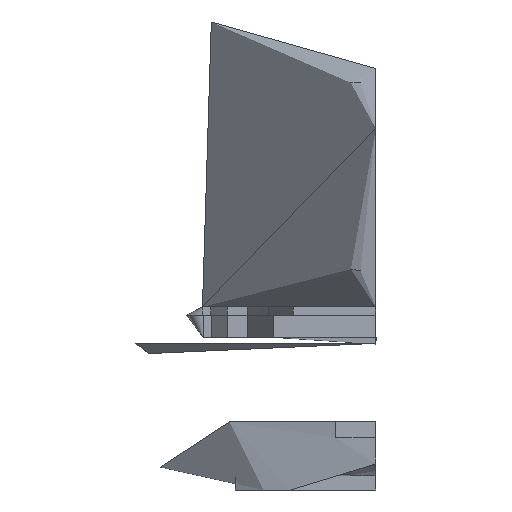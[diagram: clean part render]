
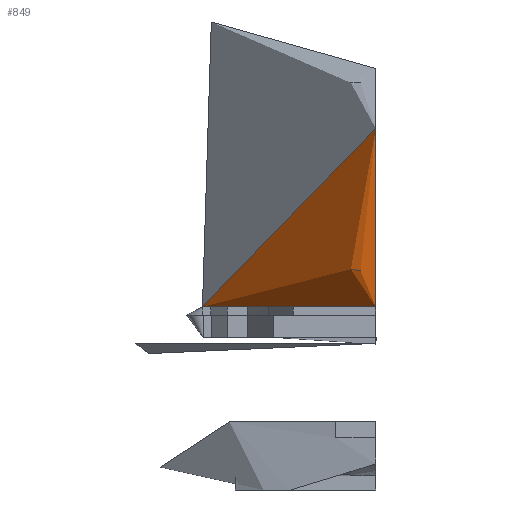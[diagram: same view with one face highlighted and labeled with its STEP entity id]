
A CAD part, left-side view. The second image highlights one B-rep face of the part: STEP entity #849.
In plain terms, the highlighted free-form (B-spline) face has degree [1, 2] with [2, 5] control points.
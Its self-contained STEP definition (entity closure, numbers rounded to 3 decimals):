
#835=FACE_BOUND('',#1104,.T.);
#849=ADVANCED_FACE('',(#975,#835),#2933,.T.);
#975=FACE_OUTER_BOUND('',#1103,.T.);
#1103=EDGE_LOOP('',(#1261,#1262,#1263));
#1104=EDGE_LOOP('',(#1264,#1265));
#1261=ORIENTED_EDGE('',*,*,#1925,.T.);
#1262=ORIENTED_EDGE('',*,*,#1928,.T.);
#1263=ORIENTED_EDGE('',*,*,#1920,.T.);
#1264=ORIENTED_EDGE('',*,*,#1921,.T.);
#1265=ORIENTED_EDGE('',*,*,#1932,.T.);
#1920=EDGE_CURVE('',#2650,#2653,#2268,.T.);
#1921=EDGE_CURVE('',#2651,#2657,#2439,.T.);
#1925=EDGE_CURVE('',#2653,#2654,#2442,.T.);
#1928=EDGE_CURVE('',#2654,#2650,#2445,.T.);
#1932=EDGE_CURVE('',#2657,#2651,#2449,.T.);
#2268=(
BOUNDED_CURVE()
B_SPLINE_CURVE(2,(#3652,#3653,#3654),.UNSPECIFIED.,.F.,.F.)
B_SPLINE_CURVE_WITH_KNOTS((3,3),(-210.487,-132.414),
 .UNSPECIFIED.)
CURVE()
GEOMETRIC_REPRESENTATION_ITEM()
RATIONAL_B_SPLINE_CURVE((1.,0.831,1.))
REPRESENTATION_ITEM('')
);
#2439=B_SPLINE_CURVE_WITH_KNOTS('',3,(#3655,#3656,#3657,#3658,#3659,#3660,
#3661,#3662,#3663,#3664,#3665,#3666,#3667,#3668,#3669,#3670,#3671),
 .UNSPECIFIED.,.F.,.F.,(4,2,2,3,2,2,2,4),(0.,0.483,0.967,
1.943,2.443,2.942,3.442,3.943),
 .UNSPECIFIED.);
#2442=B_SPLINE_CURVE_WITH_KNOTS('',3,(#3685,#3686,#3687,#3688,#3689,#3690,
#3691,#3692,#3693),.UNSPECIFIED.,.F.,.F.,(4,2,3,4),(0.,16.264,
32.507,55.706),.UNSPECIFIED.);
#2445=B_SPLINE_CURVE_WITH_KNOTS('',3,(#3706,#3707,#3708,#3709,#3710,#3711),
 .UNSPECIFIED.,.F.,.F.,(4,2,4),(0.478,22.981,45.968),
 .UNSPECIFIED.);
#2449=B_SPLINE_CURVE_WITH_KNOTS('',3,(#3740,#3741,#3742,#3743,#3744,#3745,
#3746,#3747,#3748,#3749,#3750,#3751,#3752,#3753,#3754,#3755,#3756),
 .UNSPECIFIED.,.F.,.F.,(4,2,2,3,2,2,2,4),(3.943,4.428,
4.913,5.891,6.39,6.889,7.389,
7.89),.UNSPECIFIED.);
#2650=VERTEX_POINT('',#3617);
#2651=VERTEX_POINT('',#3618);
#2653=VERTEX_POINT('',#3620);
#2654=VERTEX_POINT('',#3621);
#2657=VERTEX_POINT('',#3624);
#2933=(
BOUNDED_SURFACE()
B_SPLINE_SURFACE(1,2,((#3539,#3540,#3541,#3542,#3543),(#3544,#3545,#3546,
#3547,#3548)),.UNSPECIFIED.,.F.,.F.,.F.)
B_SPLINE_SURFACE_WITH_KNOTS((2,2),(3,2,3),(0.,134.041),(0.,105.243,
210.487),.UNSPECIFIED.)
GEOMETRIC_REPRESENTATION_ITEM()
RATIONAL_B_SPLINE_SURFACE(((1.,0.707,1.,0.707,1.),
(1.,0.707,1.,0.707,1.)))
REPRESENTATION_ITEM('')
SURFACE()
);
#3539=CARTESIAN_POINT('',(67.,0.,0.));
#3540=CARTESIAN_POINT('',(67.,46.67,-48.072));
#3541=CARTESIAN_POINT('',(0.,46.67,-48.072));
#3542=CARTESIAN_POINT('',(-67.,46.67,-48.072));
#3543=CARTESIAN_POINT('',(-67.,0.,0.));
#3544=CARTESIAN_POINT('',(67.,-96.174,-93.368));
#3545=CARTESIAN_POINT('',(67.,-49.504,-141.44));
#3546=CARTESIAN_POINT('',(0.,-49.504,-141.44));
#3547=CARTESIAN_POINT('',(-67.,-49.504,-141.44));
#3548=CARTESIAN_POINT('',(-67.,-96.174,-93.368));
#3617=CARTESIAN_POINT('',(-67.,0.,0.));
#3618=CARTESIAN_POINT('',(-60.175,6.2,-35.042));
#3620=CARTESIAN_POINT('',(-25.547,43.144,-44.44));
#3621=CARTESIAN_POINT('',(-58.926,0.,-44.44));
#3624=CARTESIAN_POINT('',(-60.838,3.8,-35.428));
#3652=CARTESIAN_POINT('',(-67.,0.,0.));
#3653=CARTESIAN_POINT('',(-67.,31.234,-32.173));
#3654=CARTESIAN_POINT('',(-25.547,43.144,-44.44));
#3655=CARTESIAN_POINT('',(-60.175,6.2,-35.042));
#3656=CARTESIAN_POINT('',(-60.228,6.2,-34.891));
#3657=CARTESIAN_POINT('',(-60.29,6.169,-34.744));
#3658=CARTESIAN_POINT('',(-60.423,6.046,-34.48));
#3659=CARTESIAN_POINT('',(-60.492,5.955,-34.366));
#3660=CARTESIAN_POINT('',(-60.697,5.611,-34.094));
#3661=CARTESIAN_POINT('',(-60.818,5.307,-34.027));
#3662=CARTESIAN_POINT('',(-60.9,5.,-34.075));
#3663=CARTESIAN_POINT('',(-60.943,4.842,-34.1));
#3664=CARTESIAN_POINT('',(-60.974,4.686,-34.155));
#3665=CARTESIAN_POINT('',(-61.013,4.398,-34.315));
#3666=CARTESIAN_POINT('',(-61.02,4.268,-34.419));
#3667=CARTESIAN_POINT('',(-61.01,4.046,-34.666));
#3668=CARTESIAN_POINT('',(-60.992,3.957,-34.807));
#3669=CARTESIAN_POINT('',(-60.932,3.833,-35.11));
#3670=CARTESIAN_POINT('',(-60.891,3.8,-35.27));
#3671=CARTESIAN_POINT('',(-60.838,3.8,-35.428));
#3685=CARTESIAN_POINT('',(-25.547,43.144,-44.44));
#3686=CARTESIAN_POINT('',(-30.206,40.385,-44.44));
#3687=CARTESIAN_POINT('',(-34.461,36.983,-44.44));
#3688=CARTESIAN_POINT('',(-42.105,29.342,-44.44));
#3689=CARTESIAN_POINT('',(-45.505,25.095,-44.44));
#3690=CARTESIAN_POINT('',(-48.491,20.599,-44.44));
#3691=CARTESIAN_POINT('',(-52.748,14.19,-44.44));
#3692=CARTESIAN_POINT('',(-56.209,7.209,-44.44));
#3693=CARTESIAN_POINT('',(-58.926,0.,-44.44));
#3706=CARTESIAN_POINT('',(-58.926,0.,-44.44));
#3707=CARTESIAN_POINT('',(-61.635,0.,-37.464));
#3708=CARTESIAN_POINT('',(-63.636,0.,-30.186));
#3709=CARTESIAN_POINT('',(-66.327,0.,-15.308));
#3710=CARTESIAN_POINT('',(-67.,0.,-7.639));
#3711=CARTESIAN_POINT('',(-67.,0.,0.));
#3740=CARTESIAN_POINT('',(-60.838,3.8,-35.428));
#3741=CARTESIAN_POINT('',(-60.788,3.8,-35.58));
#3742=CARTESIAN_POINT('',(-60.729,3.831,-35.728));
#3743=CARTESIAN_POINT('',(-60.599,3.954,-35.994));
#3744=CARTESIAN_POINT('',(-60.53,4.045,-36.109));
#3745=CARTESIAN_POINT('',(-60.322,4.39,-36.38));
#3746=CARTESIAN_POINT('',(-60.197,4.695,-36.443));
#3747=CARTESIAN_POINT('',(-60.11,5.,-36.392));
#3748=CARTESIAN_POINT('',(-60.065,5.157,-36.366));
#3749=CARTESIAN_POINT('',(-60.031,5.312,-36.311));
#3750=CARTESIAN_POINT('',(-59.989,5.599,-36.15));
#3751=CARTESIAN_POINT('',(-59.981,5.73,-36.046));
#3752=CARTESIAN_POINT('',(-59.992,5.952,-35.8));
#3753=CARTESIAN_POINT('',(-60.011,6.042,-35.659));
#3754=CARTESIAN_POINT('',(-60.075,6.167,-35.358));
#3755=CARTESIAN_POINT('',(-60.12,6.2,-35.199));
#3756=CARTESIAN_POINT('',(-60.175,6.2,-35.042));
